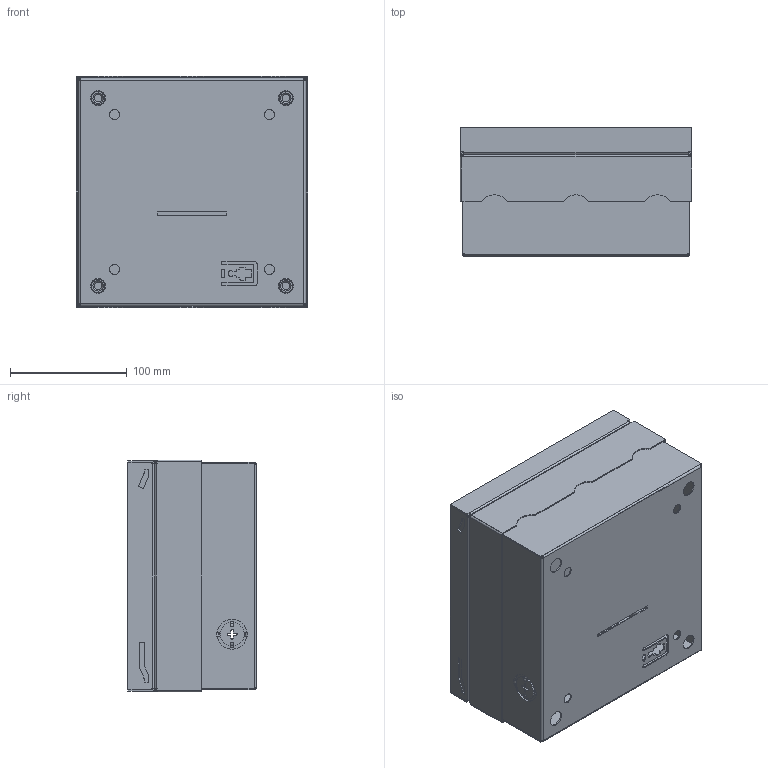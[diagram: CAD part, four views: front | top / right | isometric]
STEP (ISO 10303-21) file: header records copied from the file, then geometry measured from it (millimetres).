
FILE_DESCRIPTION (( 'STEP AP214' ), '1' );
FILE_NAME ('7427074.stp', '2021-09-15T07:26:05', ( '' ), ( '' ), 'SwSTEP 2.0', 'SolidWorks 2020', '' );
FILE_SCHEMA (( 'AUTOMOTIVE_DESIGN' ));
Length unit declared in the file: millimetre
Products named in the file (16): 051759_Standard; 066166_Standard; 046279_Standard; 066167_Standard; 35011900_Standard; 7427074; 046259_Standard; 051723_VA; 031000_Standard; 051730_Standard; 05052808_Standard; 051726_39414508T1_VA; 42389C_Blindniet gek〉zt (Einbausituation) bei 2mm Blech; 036167_Standard; 051724_Standard; 046359_Standard
Assembly tree (20 placements, depth 4):
  7427074
    051759_Standard
      051726_39414508T1_VA
      051730_Standard
      42389C_Blindniet gek〉zt (Einbausituation) bei 2mm Blech  x4
    031000_Standard
    051724_Standard
      051723_VA
      046259_Standard
      046359_Standard
        046279_Standard
        036167_Standard
        05052808_Standard  x2
      066167_Standard
        066166_Standard
      35011900_Standard  x2
Bounding box: 199 x 110.05 x 199 mm (x, y, z)
Volume: 404008.8 mm3; surface area: 584540.6 mm2
Topology: 16 solids, 16 shells, 1615 faces, 4398 edges, 2805 vertices
Faces by surface type: plane 977, cylinder 568, cone 28, torus 28, bspline 14
Full cylindrical faces by diameter (mm): 2.5 x5, 2.8 x2, 4 x4, 5.5 x2, 6.4 x4, 7 x2, 8.2 x4, 8.5 x4, 10 x2, 10.5 x4, 11.9 x8, 12.9 x5, 13 x4, 16 x4
Entity records: 46526 total; most frequent: CARTESIAN_POINT 8729, DIRECTION 7818, ORIENTED_EDGE 7800, EDGE_CURVE 3900, AXIS2_PLACEMENT_3D 2628, VECTOR 2562, LINE 2562, VERTEX_POINT 2509
